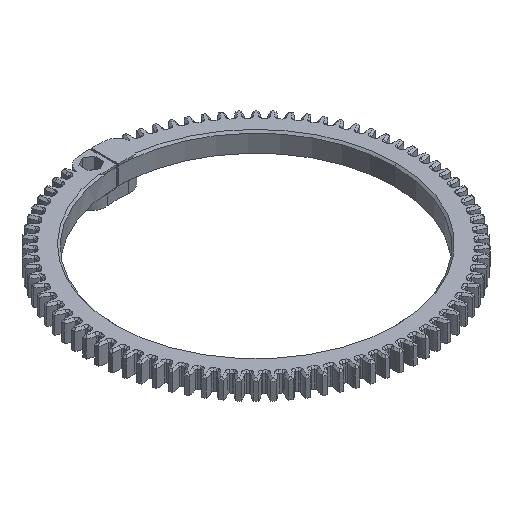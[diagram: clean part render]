
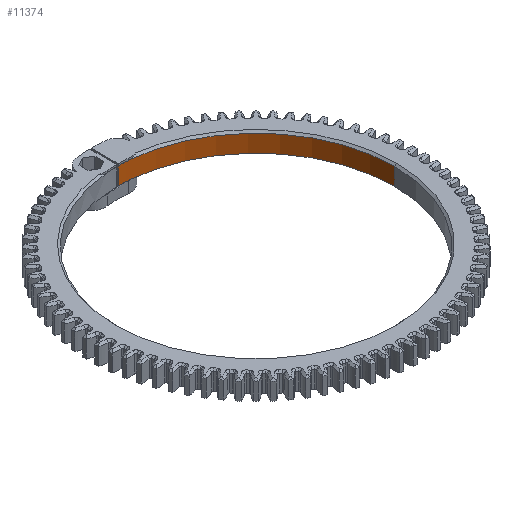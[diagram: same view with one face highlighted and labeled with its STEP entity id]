
A CAD part, isometric view. The second image highlights one B-rep face of the part: STEP entity #11374.
In plain terms, the highlighted cylindrical face has radius 36 mm (diameter 72 mm), a partial arc.
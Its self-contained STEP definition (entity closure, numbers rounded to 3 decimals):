
#33 = DIRECTION ( 'NONE',  ( -1., 0., 0. ) ) ;
#755 = EDGE_CURVE ( 'NONE', #14853, #26569, #32033, .T. ) ;
#892 = ORIENTED_EDGE ( 'NONE', *, *, #26685, .T. ) ;
#1955 = AXIS2_PLACEMENT_3D ( 'NONE', #19319, #29370, #3885 ) ;
#3885 = DIRECTION ( 'NONE',  ( -1., 0., 0. ) ) ;
#4357 = CIRCLE ( 'NONE', #26003, 36. ) ;
#5125 = CARTESIAN_POINT ( 'NONE',  ( 0., 0., -2.5 ) ) ;
#5707 = EDGE_CURVE ( 'NONE', #6822, #32330, #4357, .T. ) ;
#6822 = VERTEX_POINT ( 'NONE', #9092 ) ;
#7111 = DIRECTION ( 'NONE',  ( 1., 0., 0. ) ) ;
#7121 = ORIENTED_EDGE ( 'NONE', *, *, #7534, .T. ) ;
#7534 = EDGE_CURVE ( 'NONE', #11102, #6822, #14762, .T. ) ;
#7648 = ORIENTED_EDGE ( 'NONE', *, *, #5707, .T. ) ;
#9092 = CARTESIAN_POINT ( 'NONE',  ( 0.2, 35.999, -2.5 ) ) ;
#9118 = AXIS2_PLACEMENT_3D ( 'NONE', #17283, #30400, #17620 ) ;
#9415 = ORIENTED_EDGE ( 'NONE', *, *, #755, .T. ) ;
#9760 = AXIS2_PLACEMENT_3D ( 'NONE', #10918, #13806, #24157 ) ;
#10295 = LINE ( 'NONE', #13184, #14854 ) ;
#10918 = CARTESIAN_POINT ( 'NONE',  ( 0., 0., 2. ) ) ;
#11102 = VERTEX_POINT ( 'NONE', #31439 ) ;
#11374 = ADVANCED_FACE ( 'NONE', ( #22716 ), #32627, .F. ) ;
#12553 = CARTESIAN_POINT ( 'NONE',  ( 36., 0., -2.5 ) ) ;
#12748 = CARTESIAN_POINT ( 'NONE',  ( 3.076, 35.868, 2. ) ) ;
#12984 = ORIENTED_EDGE ( 'NONE', *, *, #13801, .T. ) ;
#13103 = DIRECTION ( 'NONE',  ( 0., 0., -1. ) ) ;
#13184 = CARTESIAN_POINT ( 'NONE',  ( 36., 0., 2.5 ) ) ;
#13801 = EDGE_CURVE ( 'NONE', #26569, #11102, #30023, .T. ) ;
#13806 = DIRECTION ( 'NONE',  ( 0., 0., 1. ) ) ;
#14762 = LINE ( 'NONE', #22721, #31436 ) ;
#14853 = VERTEX_POINT ( 'NONE', #29400 ) ;
#14854 = VECTOR ( 'NONE', #22871, 1000. ) ;
#16773 = CARTESIAN_POINT ( 'NONE',  ( 3.076, 35.868, -2.5 ) ) ;
#17283 = CARTESIAN_POINT ( 'NONE',  ( 0., 0., 2.5 ) ) ;
#17620 = DIRECTION ( 'NONE',  ( -1., 0., 0. ) ) ;
#19319 = CARTESIAN_POINT ( 'NONE',  ( 0., 0., -2.5 ) ) ;
#22716 = FACE_OUTER_BOUND ( 'NONE', #32301, .T. ) ;
#22721 = CARTESIAN_POINT ( 'NONE',  ( 0.2, 35.999, 2.5 ) ) ;
#22871 = DIRECTION ( 'NONE',  ( 0., 0., -1. ) ) ;
#24157 = DIRECTION ( 'NONE',  ( 1., 0., 0. ) ) ;
#24416 = EDGE_CURVE ( 'NONE', #14853, #28330, #10295, .T. ) ;
#25114 = DIRECTION ( 'NONE',  ( 0., 0., 1. ) ) ;
#25119 = DIRECTION ( 'NONE',  ( 0., 0., -1. ) ) ;
#25872 = ORIENTED_EDGE ( 'NONE', *, *, #24416, .F. ) ;
#26003 = AXIS2_PLACEMENT_3D ( 'NONE', #5125, #13103, #33 ) ;
#26203 = AXIS2_PLACEMENT_3D ( 'NONE', #31190, #25114, #7111 ) ;
#26569 = VERTEX_POINT ( 'NONE', #12748 ) ;
#26685 = EDGE_CURVE ( 'NONE', #32330, #28330, #31798, .T. ) ;
#28330 = VERTEX_POINT ( 'NONE', #12553 ) ;
#29370 = DIRECTION ( 'NONE',  ( 0., 0., -1. ) ) ;
#29400 = CARTESIAN_POINT ( 'NONE',  ( 36., 0., 2. ) ) ;
#30023 = CIRCLE ( 'NONE', #26203, 36. ) ;
#30400 = DIRECTION ( 'NONE',  ( 0., 0., -1. ) ) ;
#31190 = CARTESIAN_POINT ( 'NONE',  ( 0., 0., 2. ) ) ;
#31436 = VECTOR ( 'NONE', #25119, 1000. ) ;
#31439 = CARTESIAN_POINT ( 'NONE',  ( 0.2, 35.999, 2. ) ) ;
#31798 = CIRCLE ( 'NONE', #1955, 36. ) ;
#32033 = CIRCLE ( 'NONE', #9760, 36. ) ;
#32301 = EDGE_LOOP ( 'NONE', ( #25872, #9415, #12984, #7121, #7648, #892 ) ) ;
#32330 = VERTEX_POINT ( 'NONE', #16773 ) ;
#32627 = CYLINDRICAL_SURFACE ( 'NONE', #9118, 36. ) ;
